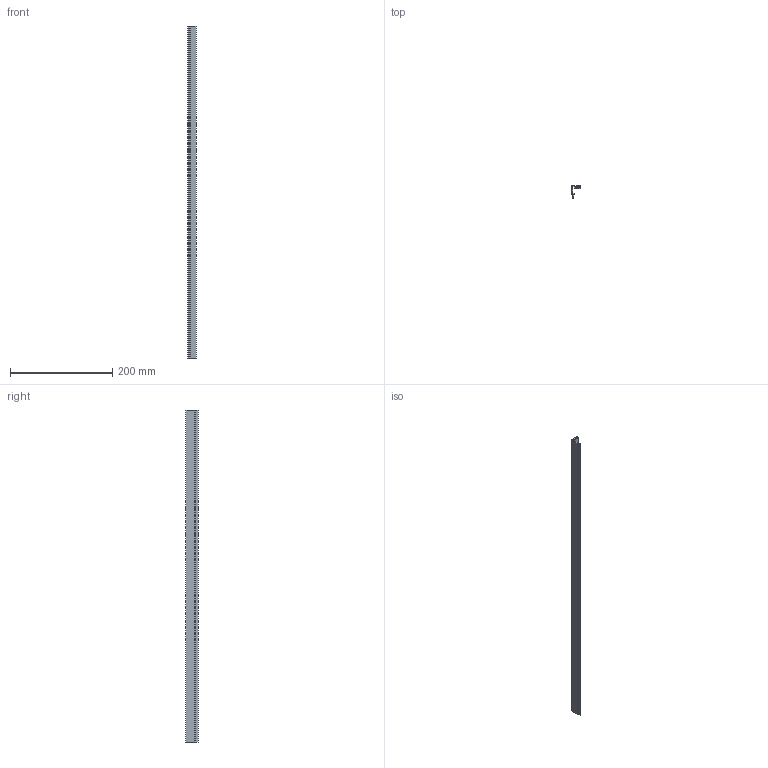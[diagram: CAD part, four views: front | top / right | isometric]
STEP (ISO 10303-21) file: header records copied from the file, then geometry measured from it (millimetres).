
FILE_DESCRIPTION(/* description */ ('STEP AP214'),/* implementation_level */ '2;1');
FILE_NAME(/* name */ '01444',/* time_stamp */ '2023-09-18T11:05:54+02:00',/* author */ ('License CC BY-ND 4.0'),/* organization */ ('CADENAS'),/* preprocessor_version */ 'ST-DEVELOPER v19.3',/* originating_system */ 'PARTsolutions',/* authorisation */ ' ');
FILE_SCHEMA (('AUTOMOTIVE_DESIGN {1 0 10303 214 3 1 1}'));
Length unit declared in the file: millimetre
Products named in the file (2): 01444; 01444000A-end_cover_L1001
Assembly tree (1 placements, depth 2):
  01444
    01444000A-end_cover_L1001
Bounding box: 15.8 x 23.5 x 649 mm (x, y, z)
Volume: 55798.5 mm3; surface area: 72905.9 mm2
Topology: 1 solids, 1 shells, 33 faces, 93 edges, 62 vertices
Faces by surface type: plane 29, cylinder 4
Entity records: 1104 total; most frequent: CARTESIAN_POINT 190, ORIENTED_EDGE 186, DIRECTION 171, EDGE_CURVE 93, LINE 85, VECTOR 85, VERTEX_POINT 62, AXIS2_PLACEMENT_3D 43
